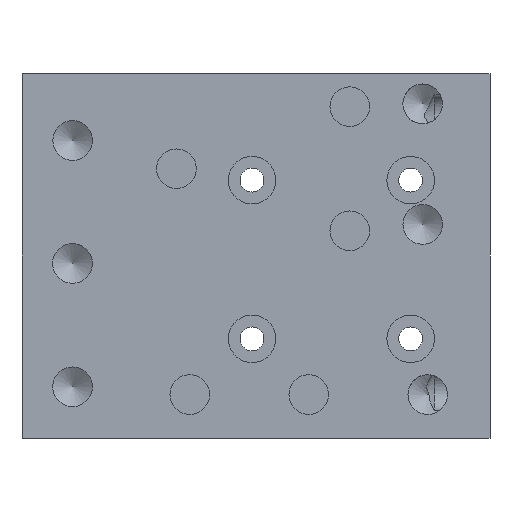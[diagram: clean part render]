
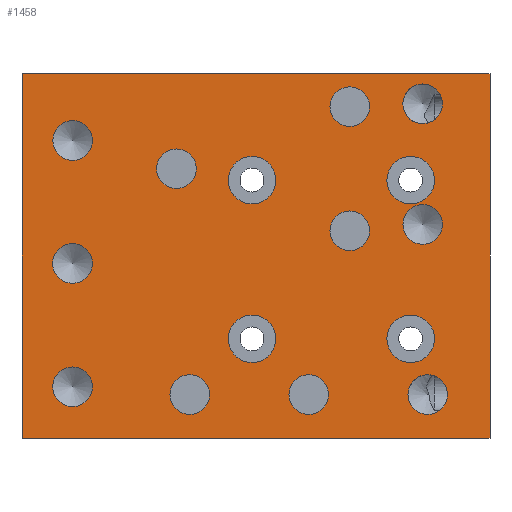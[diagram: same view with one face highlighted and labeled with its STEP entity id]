
A CAD part, left-side view. The second image highlights one B-rep face of the part: STEP entity #1458.
In plain terms, the highlighted planar face has unit normal (-1, 0, 0).
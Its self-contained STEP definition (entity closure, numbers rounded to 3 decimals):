
#43=FACE_BOUND('',#253,.T.);
#44=FACE_BOUND('',#254,.T.);
#45=FACE_BOUND('',#255,.T.);
#46=FACE_BOUND('',#256,.T.);
#47=FACE_BOUND('',#257,.T.);
#48=FACE_BOUND('',#258,.T.);
#49=FACE_BOUND('',#259,.T.);
#50=FACE_BOUND('',#260,.T.);
#51=FACE_BOUND('',#261,.T.);
#52=FACE_BOUND('',#262,.T.);
#53=FACE_BOUND('',#263,.T.);
#54=FACE_BOUND('',#264,.T.);
#55=FACE_BOUND('',#265,.T.);
#56=FACE_BOUND('',#266,.T.);
#57=FACE_BOUND('',#267,.T.);
#85=PLANE('',#1617);
#164=FACE_OUTER_BOUND('',#252,.T.);
#252=EDGE_LOOP('',(#1180,#1181,#1182,#1183));
#253=EDGE_LOOP('',(#1184));
#254=EDGE_LOOP('',(#1185));
#255=EDGE_LOOP('',(#1186));
#256=EDGE_LOOP('',(#1187));
#257=EDGE_LOOP('',(#1188));
#258=EDGE_LOOP('',(#1189));
#259=EDGE_LOOP('',(#1190));
#260=EDGE_LOOP('',(#1191));
#261=EDGE_LOOP('',(#1192));
#262=EDGE_LOOP('',(#1193));
#263=EDGE_LOOP('',(#1194));
#264=EDGE_LOOP('',(#1195));
#265=EDGE_LOOP('',(#1196));
#266=EDGE_LOOP('',(#1197));
#267=EDGE_LOOP('',(#1198));
#344=LINE('',#2178,#468);
#385=LINE('',#2484,#509);
#386=LINE('',#2485,#510);
#387=LINE('',#2486,#511);
#468=VECTOR('',#1738,10.);
#509=VECTOR('',#1949,10.);
#510=VECTOR('',#1950,10.);
#511=VECTOR('',#1951,10.);
#569=CIRCLE('',#1511,2.5);
#571=CIRCLE('',#1515,2.5);
#573=CIRCLE('',#1519,2.5);
#599=CIRCLE('',#1567,2.5);
#607=CIRCLE('',#1579,2.5);
#609=CIRCLE('',#1583,2.5);
#611=CIRCLE('',#1587,2.5);
#613=CIRCLE('',#1592,2.5);
#615=CIRCLE('',#1596,2.5);
#617=CIRCLE('',#1600,2.5);
#619=CIRCLE('',#1604,2.5);
#620=CIRCLE('',#1606,3.);
#622=CIRCLE('',#1609,3.);
#624=CIRCLE('',#1612,3.);
#626=CIRCLE('',#1615,3.);
#638=VERTEX_POINT('',#2106);
#640=VERTEX_POINT('',#2113);
#642=VERTEX_POINT('',#2120);
#663=VERTEX_POINT('',#2175);
#664=VERTEX_POINT('',#2177);
#697=VERTEX_POINT('',#2324);
#707=VERTEX_POINT('',#2401);
#709=VERTEX_POINT('',#2408);
#711=VERTEX_POINT('',#2415);
#715=VERTEX_POINT('',#2427);
#718=VERTEX_POINT('',#2436);
#721=VERTEX_POINT('',#2445);
#724=VERTEX_POINT('',#2454);
#725=VERTEX_POINT('',#2458);
#727=VERTEX_POINT('',#2464);
#729=VERTEX_POINT('',#2470);
#731=VERTEX_POINT('',#2476);
#733=VERTEX_POINT('',#2482);
#734=VERTEX_POINT('',#2483);
#772=EDGE_CURVE('',#638,#638,#569,.T.);
#775=EDGE_CURVE('',#640,#640,#571,.T.);
#778=EDGE_CURVE('',#642,#642,#573,.T.);
#805=EDGE_CURVE('',#664,#663,#344,.T.);
#852=EDGE_CURVE('',#697,#697,#599,.T.);
#867=EDGE_CURVE('',#707,#707,#607,.T.);
#870=EDGE_CURVE('',#709,#709,#609,.T.);
#873=EDGE_CURVE('',#711,#711,#611,.T.);
#878=EDGE_CURVE('',#715,#715,#613,.T.);
#882=EDGE_CURVE('',#718,#718,#615,.T.);
#886=EDGE_CURVE('',#721,#721,#617,.T.);
#890=EDGE_CURVE('',#724,#724,#619,.T.);
#892=EDGE_CURVE('',#725,#725,#620,.T.);
#895=EDGE_CURVE('',#727,#727,#622,.T.);
#898=EDGE_CURVE('',#729,#729,#624,.T.);
#901=EDGE_CURVE('',#731,#731,#626,.T.);
#904=EDGE_CURVE('',#733,#734,#385,.T.);
#905=EDGE_CURVE('',#734,#664,#386,.T.);
#906=EDGE_CURVE('',#663,#733,#387,.F.);
#1180=ORIENTED_EDGE('',*,*,#904,.T.);
#1181=ORIENTED_EDGE('',*,*,#905,.T.);
#1182=ORIENTED_EDGE('',*,*,#805,.T.);
#1183=ORIENTED_EDGE('',*,*,#906,.T.);
#1184=ORIENTED_EDGE('',*,*,#772,.T.);
#1185=ORIENTED_EDGE('',*,*,#775,.T.);
#1186=ORIENTED_EDGE('',*,*,#778,.T.);
#1187=ORIENTED_EDGE('',*,*,#895,.T.);
#1188=ORIENTED_EDGE('',*,*,#901,.T.);
#1189=ORIENTED_EDGE('',*,*,#852,.T.);
#1190=ORIENTED_EDGE('',*,*,#878,.T.);
#1191=ORIENTED_EDGE('',*,*,#882,.T.);
#1192=ORIENTED_EDGE('',*,*,#867,.T.);
#1193=ORIENTED_EDGE('',*,*,#870,.T.);
#1194=ORIENTED_EDGE('',*,*,#873,.T.);
#1195=ORIENTED_EDGE('',*,*,#886,.T.);
#1196=ORIENTED_EDGE('',*,*,#890,.T.);
#1197=ORIENTED_EDGE('',*,*,#898,.T.);
#1198=ORIENTED_EDGE('',*,*,#892,.T.);
#1458=ADVANCED_FACE('',(#164,#43,#44,#45,#46,#47,#48,#49,#50,#51,#52,#53,
#54,#55,#56,#57),#85,.T.);
#1511=AXIS2_PLACEMENT_3D('',#2107,#1671,#1672);
#1515=AXIS2_PLACEMENT_3D('',#2114,#1680,#1681);
#1519=AXIS2_PLACEMENT_3D('',#2121,#1689,#1690);
#1567=AXIS2_PLACEMENT_3D('',#2325,#1828,#1829);
#1579=AXIS2_PLACEMENT_3D('',#2402,#1855,#1856);
#1583=AXIS2_PLACEMENT_3D('',#2409,#1864,#1865);
#1587=AXIS2_PLACEMENT_3D('',#2416,#1873,#1874);
#1592=AXIS2_PLACEMENT_3D('',#2428,#1886,#1887);
#1596=AXIS2_PLACEMENT_3D('',#2437,#1896,#1897);
#1600=AXIS2_PLACEMENT_3D('',#2446,#1906,#1907);
#1604=AXIS2_PLACEMENT_3D('',#2455,#1916,#1917);
#1606=AXIS2_PLACEMENT_3D('',#2459,#1921,#1922);
#1609=AXIS2_PLACEMENT_3D('',#2465,#1928,#1929);
#1612=AXIS2_PLACEMENT_3D('',#2471,#1935,#1936);
#1615=AXIS2_PLACEMENT_3D('',#2477,#1942,#1943);
#1617=AXIS2_PLACEMENT_3D('',#2481,#1947,#1948);
#1671=DIRECTION('center_axis',(1.,0.,0.));
#1672=DIRECTION('ref_axis',(0.,-1.,0.));
#1680=DIRECTION('center_axis',(1.,0.,0.));
#1681=DIRECTION('ref_axis',(0.,-1.,0.));
#1689=DIRECTION('center_axis',(1.,0.,0.));
#1690=DIRECTION('ref_axis',(0.,-1.,0.));
#1738=DIRECTION('',(0.,-1.,0.));
#1828=DIRECTION('center_axis',(1.,0.,0.));
#1829=DIRECTION('ref_axis',(0.,-1.,0.));
#1855=DIRECTION('center_axis',(1.,0.,0.));
#1856=DIRECTION('ref_axis',(0.,0.,1.));
#1864=DIRECTION('center_axis',(1.,0.,0.));
#1865=DIRECTION('ref_axis',(0.,0.,1.));
#1873=DIRECTION('center_axis',(1.,0.,0.));
#1874=DIRECTION('ref_axis',(0.,-1.,0.));
#1886=DIRECTION('center_axis',(1.,0.,0.));
#1887=DIRECTION('ref_axis',(0.,-1.,0.));
#1896=DIRECTION('center_axis',(1.,0.,0.));
#1897=DIRECTION('ref_axis',(0.,-1.,0.));
#1906=DIRECTION('center_axis',(1.,0.,0.));
#1907=DIRECTION('ref_axis',(0.,-1.,0.));
#1916=DIRECTION('center_axis',(1.,0.,0.));
#1917=DIRECTION('ref_axis',(0.,-1.,0.));
#1921=DIRECTION('center_axis',(1.,0.,0.));
#1922=DIRECTION('ref_axis',(0.,0.,1.));
#1928=DIRECTION('center_axis',(1.,0.,0.));
#1929=DIRECTION('ref_axis',(0.,0.,1.));
#1935=DIRECTION('center_axis',(1.,0.,0.));
#1936=DIRECTION('ref_axis',(0.,0.,1.));
#1942=DIRECTION('center_axis',(1.,0.,0.));
#1943=DIRECTION('ref_axis',(0.,0.,1.));
#1947=DIRECTION('center_axis',(-1.,0.,0.));
#1948=DIRECTION('ref_axis',(0.,0.,1.));
#1949=DIRECTION('',(0.,1.,0.));
#1950=DIRECTION('',(0.,0.,-1.));
#1951=DIRECTION('',(0.,0.,-1.));
#2106=CARTESIAN_POINT('',(7.798,0.175,11.824));
#2107=CARTESIAN_POINT('Origin',(7.798,-2.325,11.824));
#2113=CARTESIAN_POINT('',(7.798,0.175,-3.824));
#2114=CARTESIAN_POINT('Origin',(7.798,-2.325,-3.824));
#2120=CARTESIAN_POINT('',(7.798,22.035,4.));
#2121=CARTESIAN_POINT('Origin',(7.798,19.535,4.));
#2175=CARTESIAN_POINT('',(7.798,-20.,-30.));
#2177=CARTESIAN_POINT('',(7.798,39.,-30.));
#2178=CARTESIAN_POINT('',(7.798,39.,-30.));
#2324=CARTESIAN_POINT('',(7.798,-9.012,12.184));
#2325=CARTESIAN_POINT('Origin',(7.798,-11.512,12.184));
#2401=CARTESIAN_POINT('',(7.798,17.848,-26.976));
#2402=CARTESIAN_POINT('Origin',(7.798,17.848,-24.476));
#2408=CARTESIAN_POINT('',(7.798,2.848,-26.976));
#2409=CARTESIAN_POINT('Origin',(7.798,2.848,-24.476));
#2415=CARTESIAN_POINT('',(7.798,-9.652,-24.476));
#2416=CARTESIAN_POINT('Origin',(7.798,-12.152,-24.476));
#2427=CARTESIAN_POINT('',(7.798,-9.019,-3.015));
#2428=CARTESIAN_POINT('Origin',(7.798,-11.519,-3.015));
#2436=CARTESIAN_POINT('',(7.798,35.111,7.558));
#2437=CARTESIAN_POINT('Origin',(7.798,32.611,7.558));
#2445=CARTESIAN_POINT('',(7.798,35.133,-7.931));
#2446=CARTESIAN_POINT('Origin',(7.798,32.633,-7.931));
#2454=CARTESIAN_POINT('',(7.798,35.118,-23.489));
#2455=CARTESIAN_POINT('Origin',(7.798,32.618,-23.489));
#2458=CARTESIAN_POINT('',(7.798,10.,-20.441));
#2459=CARTESIAN_POINT('Origin',(7.798,10.,-17.441));
#2464=CARTESIAN_POINT('',(7.798,10.,-0.441));
#2465=CARTESIAN_POINT('Origin',(7.798,10.,2.559));
#2470=CARTESIAN_POINT('',(7.798,-10.,-20.441));
#2471=CARTESIAN_POINT('Origin',(7.798,-10.,-17.441));
#2476=CARTESIAN_POINT('',(7.798,-10.,-0.441));
#2477=CARTESIAN_POINT('Origin',(7.798,-10.,2.559));
#2481=CARTESIAN_POINT('Origin',(7.798,10.5,-7.));
#2482=CARTESIAN_POINT('',(7.798,-20.,16.));
#2483=CARTESIAN_POINT('',(7.798,39.,16.));
#2484=CARTESIAN_POINT('',(7.798,-18.,16.));
#2485=CARTESIAN_POINT('',(7.798,39.,16.));
#2486=CARTESIAN_POINT('',(7.798,-20.,-18.5));
